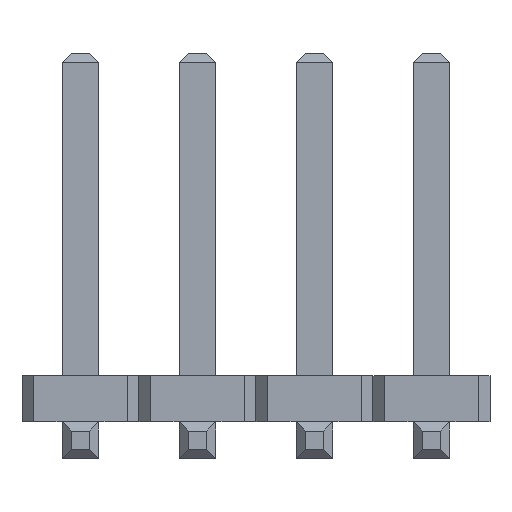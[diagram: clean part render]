
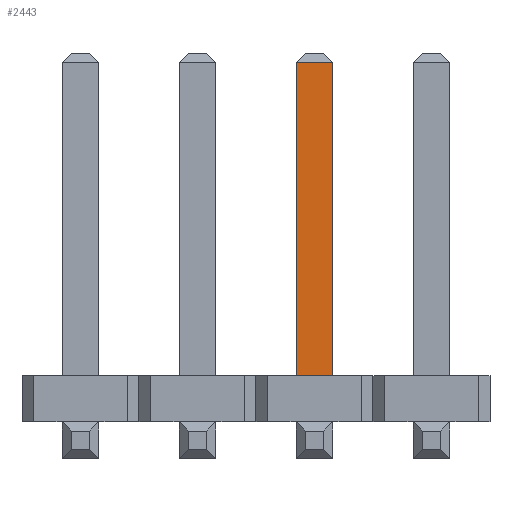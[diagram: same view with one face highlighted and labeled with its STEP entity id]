
A CAD part, left-side view. The second image highlights one B-rep face of the part: STEP entity #2443.
In plain terms, the highlighted planar face has unit normal (-1, 0, 0).
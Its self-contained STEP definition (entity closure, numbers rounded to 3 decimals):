
#895 = VERTEX_POINT('',#896);
#896 = CARTESIAN_POINT('',(-0.835,-0.835,0.9));
#913 = VERTEX_POINT('',#914);
#914 = CARTESIAN_POINT('',(-0.835,-0.435,0.9));
#920 = EDGE_CURVE('',#913,#895,#921,.T.);
#921 = LINE('',#922,#923);
#922 = CARTESIAN_POINT('',(-0.835,1.053,0.9));
#923 = VECTOR('',#924,1.);
#924 = DIRECTION('',(0.,-1.,0.));
#2425 = EDGE_CURVE('',#2426,#895,#2428,.T.);
#2426 = VERTEX_POINT('',#2427);
#2427 = CARTESIAN_POINT('',(-0.835,-0.835,4.3));
#2428 = LINE('',#2429,#2430);
#2429 = CARTESIAN_POINT('',(-0.835,-0.835,4.4));
#2430 = VECTOR('',#2431,1.);
#2431 = DIRECTION('',(0.,0.,-1.));
#2443 = ADVANCED_FACE('',(#2444),#2462,.F.);
#2444 = FACE_BOUND('',#2445,.F.);
#2445 = EDGE_LOOP('',(#2446,#2454,#2460,#2461));
#2446 = ORIENTED_EDGE('',*,*,#2447,.F.);
#2447 = EDGE_CURVE('',#2448,#913,#2450,.T.);
#2448 = VERTEX_POINT('',#2449);
#2449 = CARTESIAN_POINT('',(-0.835,-0.435,4.3));
#2450 = LINE('',#2451,#2452);
#2451 = CARTESIAN_POINT('',(-0.835,-0.435,4.4));
#2452 = VECTOR('',#2453,1.);
#2453 = DIRECTION('',(0.,0.,-1.));
#2454 = ORIENTED_EDGE('',*,*,#2455,.T.);
#2455 = EDGE_CURVE('',#2448,#2426,#2456,.T.);
#2456 = LINE('',#2457,#2458);
#2457 = CARTESIAN_POINT('',(-0.835,-0.435,4.3));
#2458 = VECTOR('',#2459,1.);
#2459 = DIRECTION('',(0.,-1.,0.));
#2460 = ORIENTED_EDGE('',*,*,#2425,.T.);
#2461 = ORIENTED_EDGE('',*,*,#920,.F.);
#2462 = PLANE('',#2463);
#2463 = AXIS2_PLACEMENT_3D('',#2464,#2465,#2466);
#2464 = CARTESIAN_POINT('',(-0.835,-0.435,4.4));
#2465 = DIRECTION('',(1.,0.,0.));
#2466 = DIRECTION('',(0.,0.,-1.));
